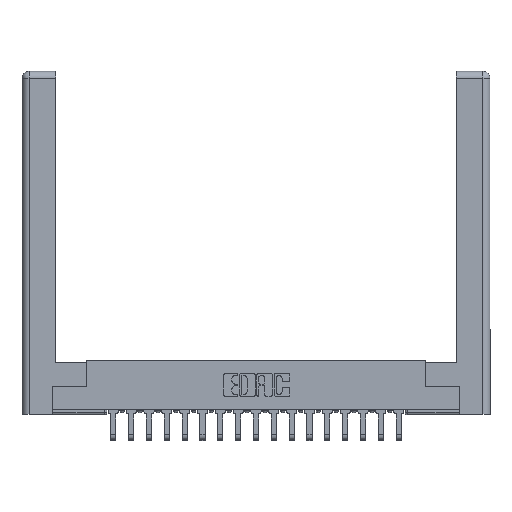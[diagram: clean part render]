
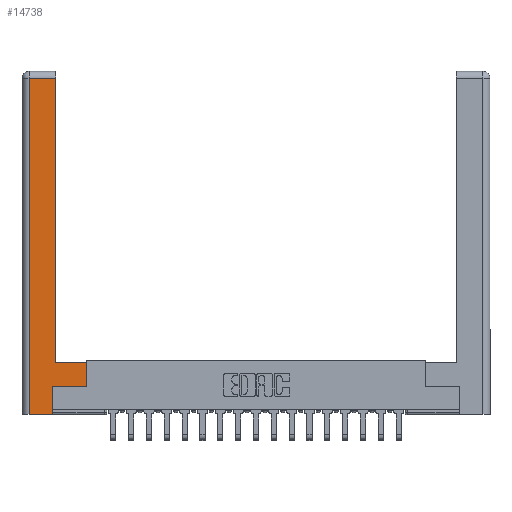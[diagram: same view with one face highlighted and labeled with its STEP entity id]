
A CAD part, top view. The second image highlights one B-rep face of the part: STEP entity #14738.
In plain terms, the highlighted planar face has unit normal (0, 0, 1).
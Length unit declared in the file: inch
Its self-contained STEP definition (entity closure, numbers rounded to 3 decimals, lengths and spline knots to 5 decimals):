
#7 = CARTESIAN_POINT ( 'NONE',  ( 0.265, 0., 0. ) ) ;
#255 = VERTEX_POINT ( 'NONE', #17235 ) ;
#441 = LINE ( 'NONE', #20988, #14276 ) ;
#779 = DIRECTION ( 'NONE',  ( 0., 1., 0. ) ) ;
#847 = VECTOR ( 'NONE', #5046, 39.37008 ) ;
#1136 = ORIENTED_EDGE ( 'NONE', *, *, #2646, .T. ) ;
#1411 = CARTESIAN_POINT ( 'NONE',  ( 0.295, 2.94, 0. ) ) ;
#1435 = EDGE_CURVE ( 'NONE', #9341, #1816, #13411, .T. ) ;
#1816 = VERTEX_POINT ( 'NONE', #7209 ) ;
#1855 = LINE ( 'NONE', #22177, #847 ) ;
#2407 = DIRECTION ( 'NONE',  ( -1., 0., 0. ) ) ;
#2522 = LINE ( 'NONE', #8984, #6148 ) ;
#2646 = EDGE_CURVE ( 'NONE', #14791, #5844, #441, .T. ) ;
#2670 = CARTESIAN_POINT ( 'NONE',  ( 0.565, 0.245, 0. ) ) ;
#2765 = VECTOR ( 'NONE', #2407, 39.37008 ) ;
#2822 = ORIENTED_EDGE ( 'NONE', *, *, #15502, .T. ) ;
#3789 = VECTOR ( 'NONE', #9576, 39.37008 ) ;
#4885 = EDGE_CURVE ( 'NONE', #10544, #255, #7636, .T. ) ;
#5046 = DIRECTION ( 'NONE',  ( 0., 1., 0. ) ) ;
#5805 = CARTESIAN_POINT ( 'NONE',  ( 0.295, 0.45, 0. ) ) ;
#5844 = VERTEX_POINT ( 'NONE', #1411 ) ;
#6086 = PLANE ( 'NONE',  #8499 ) ;
#6148 = VECTOR ( 'NONE', #15849, 39.37008 ) ;
#6187 = DIRECTION ( 'NONE',  ( -1., 0., 0. ) ) ;
#6192 = CARTESIAN_POINT ( 'NONE',  ( 0.0615, 2.94, 0. ) ) ;
#7209 = CARTESIAN_POINT ( 'NONE',  ( 0.265, 0.245, 0. ) ) ;
#7636 = LINE ( 'NONE', #13281, #15446 ) ;
#7889 = FACE_OUTER_BOUND ( 'NONE', #14779, .T. ) ;
#8499 = AXIS2_PLACEMENT_3D ( 'NONE', #9920, #18593, #6187 ) ;
#8666 = ORIENTED_EDGE ( 'NONE', *, *, #10201, .T. ) ;
#8984 = CARTESIAN_POINT ( 'NONE',  ( 0.0615, 2.94, 0. ) ) ;
#9341 = VERTEX_POINT ( 'NONE', #7 ) ;
#9351 = CARTESIAN_POINT ( 'NONE',  ( 0.565, 0.245, 0. ) ) ;
#9405 = CARTESIAN_POINT ( 'NONE',  ( 0.265, 0., 0. ) ) ;
#9565 = DIRECTION ( 'NONE',  ( 0., -1., 0. ) ) ;
#9576 = DIRECTION ( 'NONE',  ( 1., 0., 0. ) ) ;
#9920 = CARTESIAN_POINT ( 'NONE',  ( 0., 0., 0. ) ) ;
#10201 = EDGE_CURVE ( 'NONE', #5844, #10544, #2522, .T. ) ;
#10544 = VERTEX_POINT ( 'NONE', #6192 ) ;
#11077 = VERTEX_POINT ( 'NONE', #9351 ) ;
#11731 = DIRECTION ( 'NONE',  ( 0., 1., 0. ) ) ;
#11812 = EDGE_CURVE ( 'NONE', #255, #9341, #12341, .T. ) ;
#12341 = LINE ( 'NONE', #9405, #20731 ) ;
#13176 = ORIENTED_EDGE ( 'NONE', *, *, #1435, .T. ) ;
#13281 = CARTESIAN_POINT ( 'NONE',  ( 0.0615, 0., 0. ) ) ;
#13410 = CARTESIAN_POINT ( 'NONE',  ( 0.295, 0.45, 0. ) ) ;
#13411 = LINE ( 'NONE', #15211, #21229 ) ;
#14276 = VECTOR ( 'NONE', #779, 39.37008 ) ;
#14381 = LINE ( 'NONE', #5805, #2765 ) ;
#14738 = ADVANCED_FACE ( 'NONE', ( #7889 ), #6086, .F. ) ;
#14779 = EDGE_LOOP ( 'NONE', ( #1136, #8666, #17757, #17495, #13176, #18365, #18281, #2822 ) ) ;
#14791 = VERTEX_POINT ( 'NONE', #13410 ) ;
#15211 = CARTESIAN_POINT ( 'NONE',  ( 0.265, 0.245, 0. ) ) ;
#15446 = VECTOR ( 'NONE', #9565, 39.37008 ) ;
#15502 = EDGE_CURVE ( 'NONE', #17358, #14791, #14381, .T. ) ;
#15849 = DIRECTION ( 'NONE',  ( -1., 0., 0. ) ) ;
#16038 = DIRECTION ( 'NONE',  ( 1., 0., 0. ) ) ;
#17235 = CARTESIAN_POINT ( 'NONE',  ( 0.0615, 0., 0. ) ) ;
#17358 = VERTEX_POINT ( 'NONE', #17720 ) ;
#17495 = ORIENTED_EDGE ( 'NONE', *, *, #11812, .T. ) ;
#17720 = CARTESIAN_POINT ( 'NONE',  ( 0.565, 0.45, 0. ) ) ;
#17757 = ORIENTED_EDGE ( 'NONE', *, *, #4885, .T. ) ;
#18090 = EDGE_CURVE ( 'NONE', #11077, #17358, #1855, .T. ) ;
#18126 = LINE ( 'NONE', #2670, #3789 ) ;
#18281 = ORIENTED_EDGE ( 'NONE', *, *, #18090, .T. ) ;
#18365 = ORIENTED_EDGE ( 'NONE', *, *, #20843, .T. ) ;
#18593 = DIRECTION ( 'NONE',  ( 0., 0., -1. ) ) ;
#20731 = VECTOR ( 'NONE', #16038, 39.37008 ) ;
#20843 = EDGE_CURVE ( 'NONE', #1816, #11077, #18126, .T. ) ;
#20988 = CARTESIAN_POINT ( 'NONE',  ( 0.295, 3., 0. ) ) ;
#21229 = VECTOR ( 'NONE', #11731, 39.37008 ) ;
#22177 = CARTESIAN_POINT ( 'NONE',  ( 0.565, 0.45, 0. ) ) ;
